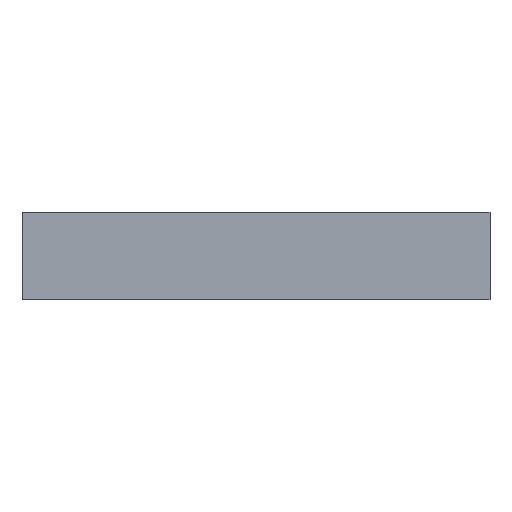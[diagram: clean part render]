
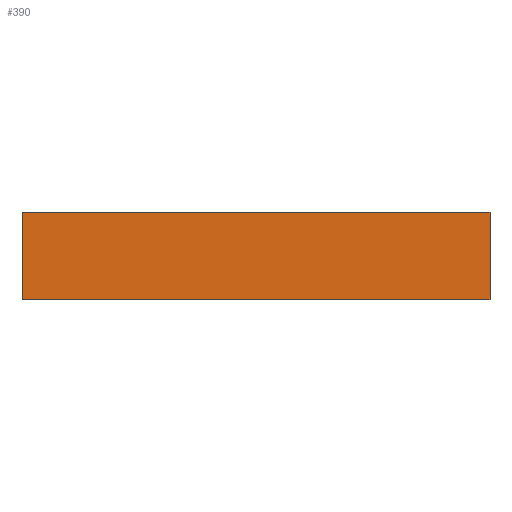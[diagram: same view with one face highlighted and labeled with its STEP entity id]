
A CAD part, left-side view. The second image highlights one B-rep face of the part: STEP entity #390.
In plain terms, the highlighted planar face has unit normal (-1, 0, 0).
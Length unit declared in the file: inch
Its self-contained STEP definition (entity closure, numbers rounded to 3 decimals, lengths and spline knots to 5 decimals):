
#2 = DIRECTION ( 'NONE',  ( 0., -1., 0. ) ) ;
#74 = AXIS2_PLACEMENT_3D ( 'NONE', #1364, #369, #430 ) ;
#111 = VERTEX_POINT ( 'NONE', #1626 ) ;
#112 = ORIENTED_EDGE ( 'NONE', *, *, #2017, .F. ) ;
#186 = VECTOR ( 'NONE', #195, 39.37008 ) ;
#195 = DIRECTION ( 'NONE',  ( 0., 0., -1. ) ) ;
#197 = VECTOR ( 'NONE', #1279, 39.37008 ) ;
#204 = VERTEX_POINT ( 'NONE', #466 ) ;
#237 = LINE ( 'NONE', #1353, #186 ) ;
#305 = FACE_OUTER_BOUND ( 'NONE', #933, .T. ) ;
#369 = DIRECTION ( 'NONE',  ( 1., 0., 0. ) ) ;
#390 = ADVANCED_FACE ( 'NONE', ( #305 ), #1357, .F. ) ;
#430 = DIRECTION ( 'NONE',  ( 0., 0., -1. ) ) ;
#466 = CARTESIAN_POINT ( 'NONE',  ( -1.6875, 1., 0. ) ) ;
#535 = EDGE_CURVE ( 'NONE', #204, #111, #870, .T. ) ;
#544 = ORIENTED_EDGE ( 'NONE', *, *, #1119, .T. ) ;
#694 = LINE ( 'NONE', #780, #197 ) ;
#780 = CARTESIAN_POINT ( 'NONE',  ( -1.6875, 1., 0.375 ) ) ;
#824 = CARTESIAN_POINT ( 'NONE',  ( -1.6875, 1., 0.375 ) ) ;
#870 = LINE ( 'NONE', #1069, #1601 ) ;
#933 = EDGE_LOOP ( 'NONE', ( #1880, #112, #1904, #544 ) ) ;
#1069 = CARTESIAN_POINT ( 'NONE',  ( -1.6875, 1., 0. ) ) ;
#1115 = CARTESIAN_POINT ( 'NONE',  ( -1.6875, 1., 0.375 ) ) ;
#1119 = EDGE_CURVE ( 'NONE', #1144, #204, #694, .T. ) ;
#1144 = VERTEX_POINT ( 'NONE', #1115 ) ;
#1189 = VECTOR ( 'NONE', #2, 39.37008 ) ;
#1201 = CARTESIAN_POINT ( 'NONE',  ( -1.6875, -1., 0.375 ) ) ;
#1237 = DIRECTION ( 'NONE',  ( 0., -1., 0. ) ) ;
#1279 = DIRECTION ( 'NONE',  ( 0., 0., -1. ) ) ;
#1323 = EDGE_CURVE ( 'NONE', #1144, #1433, #1630, .T. ) ;
#1353 = CARTESIAN_POINT ( 'NONE',  ( -1.6875, -1., 0.375 ) ) ;
#1357 = PLANE ( 'NONE',  #74 ) ;
#1364 = CARTESIAN_POINT ( 'NONE',  ( -1.6875, 1., 0.375 ) ) ;
#1433 = VERTEX_POINT ( 'NONE', #1201 ) ;
#1601 = VECTOR ( 'NONE', #1237, 39.37008 ) ;
#1626 = CARTESIAN_POINT ( 'NONE',  ( -1.6875, -1., 0. ) ) ;
#1630 = LINE ( 'NONE', #824, #1189 ) ;
#1880 = ORIENTED_EDGE ( 'NONE', *, *, #535, .T. ) ;
#1904 = ORIENTED_EDGE ( 'NONE', *, *, #1323, .F. ) ;
#2017 = EDGE_CURVE ( 'NONE', #1433, #111, #237, .T. ) ;
